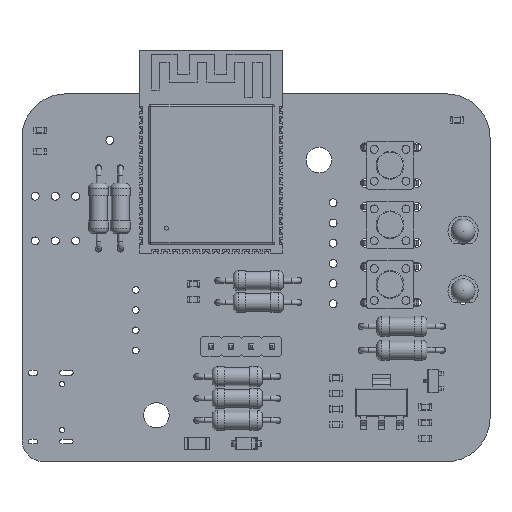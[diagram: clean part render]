
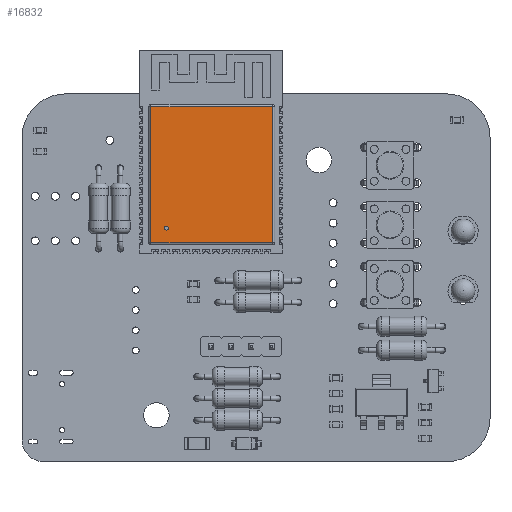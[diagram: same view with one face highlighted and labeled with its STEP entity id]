
A CAD part, top view. The second image highlights one B-rep face of the part: STEP entity #16832.
In plain terms, the highlighted planar face has unit normal (0, 0, 1).
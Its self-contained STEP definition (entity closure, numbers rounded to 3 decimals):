
#16656 = VERTEX_POINT('',#16657);
#16657 = CARTESIAN_POINT('',(-7.55,5.65,3.1));
#16664 = EDGE_CURVE('',#16656,#16665,#16667,.T.);
#16665 = VERTEX_POINT('',#16666);
#16666 = CARTESIAN_POINT('',(7.75,5.65,3.1));
#16667 = LINE('',#16668,#16669);
#16668 = CARTESIAN_POINT('',(-7.8,5.65,3.1));
#16669 = VECTOR('',#16670,1.);
#16670 = DIRECTION('',(1.,0.,0.));
#16832 = ADVANCED_FACE('',(#16833,#16858),#16869,.T.);
#16833 = FACE_BOUND('',#16834,.T.);
#16834 = EDGE_LOOP('',(#16835,#16845,#16851,#16852));
#16835 = ORIENTED_EDGE('',*,*,#16836,.F.);
#16836 = EDGE_CURVE('',#16837,#16839,#16841,.T.);
#16837 = VERTEX_POINT('',#16838);
#16838 = CARTESIAN_POINT('',(7.75,-11.45,3.1));
#16839 = VERTEX_POINT('',#16840);
#16840 = CARTESIAN_POINT('',(-7.55,-11.45,3.1));
#16841 = LINE('',#16842,#16843);
#16842 = CARTESIAN_POINT('',(8.,-11.45,3.1));
#16843 = VECTOR('',#16844,1.);
#16844 = DIRECTION('',(-1.,0.,0.));
#16845 = ORIENTED_EDGE('',*,*,#16846,.F.);
#16846 = EDGE_CURVE('',#16665,#16837,#16847,.T.);
#16847 = LINE('',#16848,#16849);
#16848 = CARTESIAN_POINT('',(7.75,5.9,3.1));
#16849 = VECTOR('',#16850,1.);
#16850 = DIRECTION('',(0.,-1.,0.));
#16851 = ORIENTED_EDGE('',*,*,#16664,.F.);
#16852 = ORIENTED_EDGE('',*,*,#16853,.F.);
#16853 = EDGE_CURVE('',#16839,#16656,#16854,.T.);
#16854 = LINE('',#16855,#16856);
#16855 = CARTESIAN_POINT('',(-7.55,-11.7,3.1));
#16856 = VECTOR('',#16857,1.);
#16857 = DIRECTION('',(0.,1.,0.));
#16858 = FACE_BOUND('',#16859,.T.);
#16859 = EDGE_LOOP('',(#16860));
#16860 = ORIENTED_EDGE('',*,*,#16861,.F.);
#16861 = EDGE_CURVE('',#16862,#16862,#16864,.T.);
#16862 = VERTEX_POINT('',#16863);
#16863 = CARTESIAN_POINT('',(-5.35,-9.6,3.1));
#16864 = CIRCLE('',#16865,0.25);
#16865 = AXIS2_PLACEMENT_3D('',#16866,#16867,#16868);
#16866 = CARTESIAN_POINT('',(-5.6,-9.6,3.1));
#16867 = DIRECTION('',(0.,0.,1.));
#16868 = DIRECTION('',(1.,0.,-0.));
#16869 = PLANE('',#16870);
#16870 = AXIS2_PLACEMENT_3D('',#16871,#16872,#16873);
#16871 = CARTESIAN_POINT('',(0.1,-2.9,3.1));
#16872 = DIRECTION('',(0.,0.,1.));
#16873 = DIRECTION('',(1.,0.,-0.));
